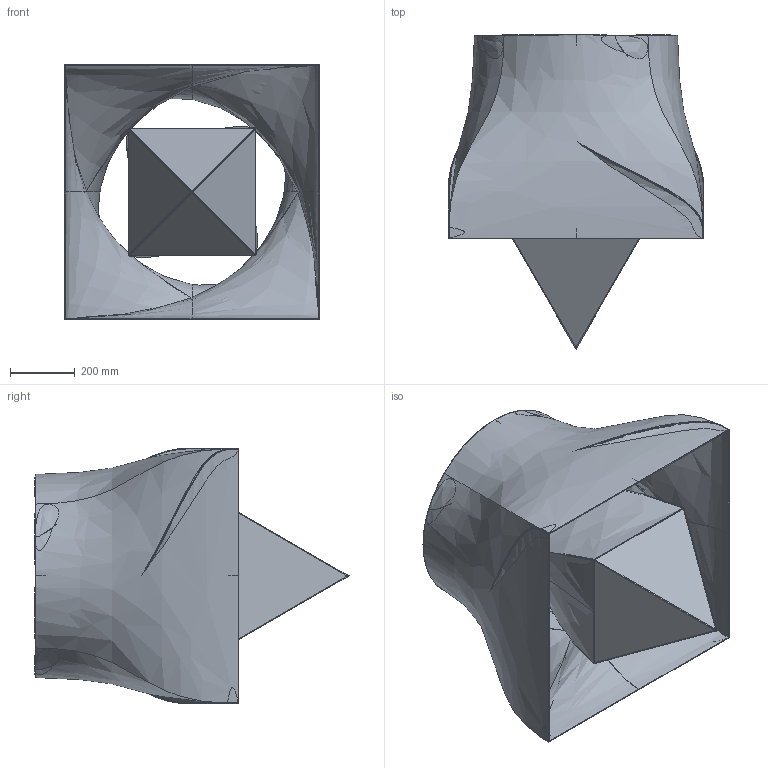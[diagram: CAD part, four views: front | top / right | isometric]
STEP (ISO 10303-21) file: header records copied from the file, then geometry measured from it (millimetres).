
FILE_DESCRIPTION(/* description */ (''),/* implementation_level */ '2;1');
FILE_NAME(/* name */ '5_16 Twist Sheet Model v5.step',/* time_stamp */ '2022-10-11T10:39:04+02:00',/* author */ (''),/* organization */ (''),/* preprocessor_version */ 'ST-DEVELOPER v19',/* originating_system */ 'Autodesk Translation Framework v11.7.0.108',/* authorisation */ '');
FILE_SCHEMA (('AUTOMOTIVE_DESIGN { 1 0 10303 214 3 1 1 }','PROCESS_PLANNING_SCHEMA'));
Length unit declared in the file: millimetre
Products named in the file (2): 5_16 Twist Sheet Model; Component1
Assembly tree (1 placements, depth 2):
  5_16 Twist Sheet Model
    Component1
Bounding box: 791.56 x 972.46 x 791.56 mm (x, y, z)
Volume: 66246019.9 mm3; surface area: 8518252.7 mm2
Topology: 17 solids, 17 shells, 216 faces, 530 edges, 324 vertices
Faces by surface type: bspline 160, plane 56
Entity records: 19508 total; most frequent: CARTESIAN_POINT 15758, ORIENTED_EDGE 1048, EDGE_CURVE 524, B_SPLINE_CURVE_WITH_KNOTS 420, VERTEX_POINT 324, DIRECTION 222, FACE_OUTER_BOUND 216, EDGE_LOOP 216
